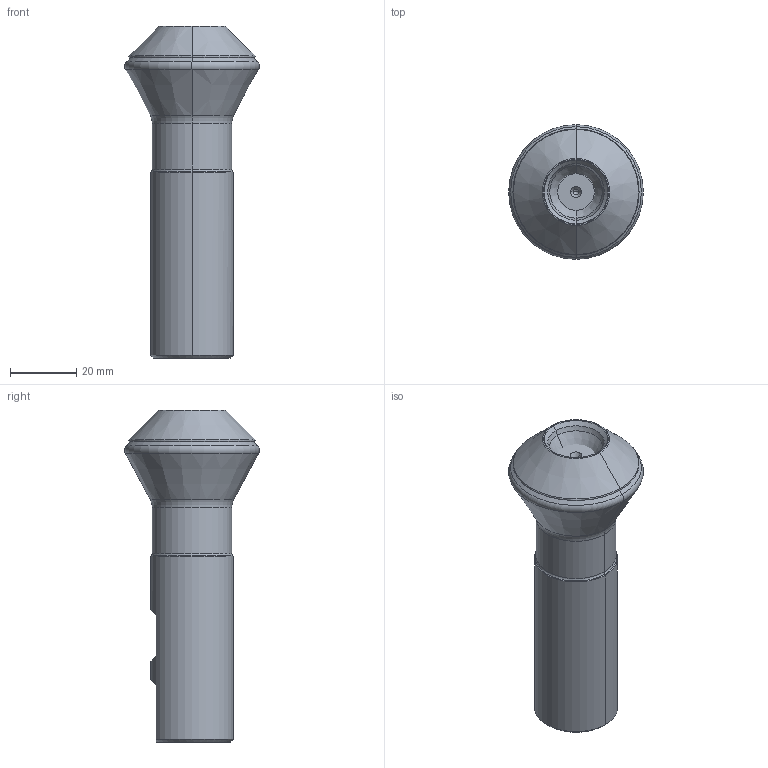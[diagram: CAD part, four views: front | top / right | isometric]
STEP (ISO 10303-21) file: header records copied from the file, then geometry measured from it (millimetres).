
FILE_DESCRIPTION((''),'2;1');
FILE_NAME('12N1C020044W5R00__ASM','2009-12-07T',('rivarolo_pc'),(''),'PRO/ENGINEER BY PARAMETRIC TECHNOLOGY CORPORATION, 2009380','PRO/ENGINEER BY PARAMETRIC TECHNOLOGY CORPORATION, 2009380','');
FILE_SCHEMA(('CONFIG_CONTROL_DESIGN'));
Length unit declared in the file: millimetre
Products named in the file (3): 12N1C020044W5R00_HSG; SCHNEIDEN; 12N1C020044W5R00__ASM
Assembly tree (2 placements, depth 2):
  12N1C020044W5R00__ASM
    12N1C020044W5R00_HSG
    SCHNEIDEN
Bounding box: 40.58 x 40.58 x 100 mm (x, y, z)
Volume: 61064.8 mm3; surface area: 14555.2 mm2
Topology: 2 solids, 2 shells, 71 faces, 150 edges, 80 vertices
Faces by surface type: cone 29, revolution 16, torus 10, plane 8, cylinder 8
Entity records: 2917 total; most frequent: CARTESIAN_POINT 1321, DIRECTION 335, ORIENTED_EDGE 292, EDGE_CURVE 146, AXIS2_PLACEMENT_3D 137, VERTEX_POINT 80, CIRCLE 77, EDGE_LOOP 74
